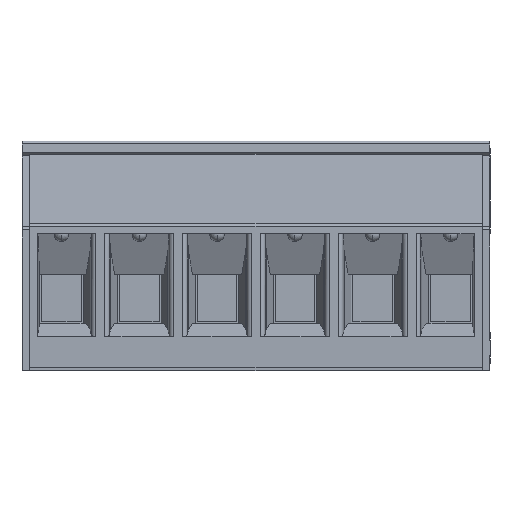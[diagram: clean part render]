
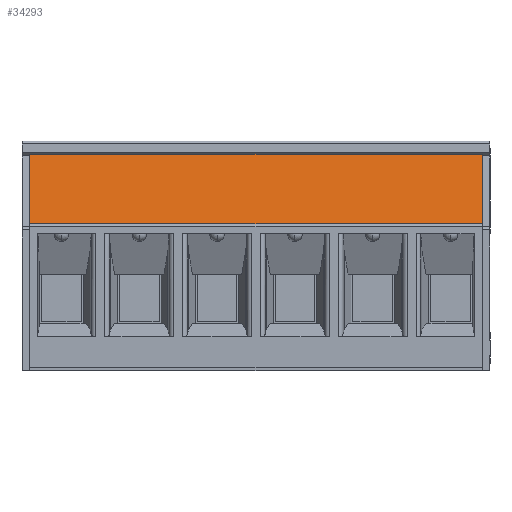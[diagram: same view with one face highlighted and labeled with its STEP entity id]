
A CAD part, front view. The second image highlights one B-rep face of the part: STEP entity #34293.
In plain terms, the highlighted planar face has unit normal (0, -0.985, 0.174).
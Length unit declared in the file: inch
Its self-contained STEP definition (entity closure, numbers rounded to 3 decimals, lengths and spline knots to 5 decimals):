
#554 = ORIENTED_EDGE ( 'NONE', *, *, #22095, .T. ) ;
#3799 = DIRECTION ( 'NONE',  ( 1., 0., 0. ) ) ;
#6068 = VECTOR ( 'NONE', #3799, 39.37008 ) ;
#8112 = CARTESIAN_POINT ( 'NONE',  ( 0.01727, 0.03514, 0.56158 ) ) ;
#10220 = VERTEX_POINT ( 'NONE', #34799 ) ;
#10649 = VECTOR ( 'NONE', #19256, 39.37008 ) ;
#12039 = CARTESIAN_POINT ( 'NONE',  ( 0.01727, 0.00276, 0.37795 ) ) ;
#13184 = CARTESIAN_POINT ( 'NONE',  ( 0.01929, 0.00276, 0.37795 ) ) ;
#13216 = CARTESIAN_POINT ( 'NONE',  ( 0.01929, 0.00276, 0.37795 ) ) ;
#13532 = VECTOR ( 'NONE', #32891, 39.37008 ) ;
#13671 = CARTESIAN_POINT ( 'NONE',  ( 0.01727, 0.03435, 0.55711 ) ) ;
#14491 = ORIENTED_EDGE ( 'NONE', *, *, #34056, .F. ) ;
#15432 = AXIS2_PLACEMENT_3D ( 'NONE', #8112, #34404, #34792 ) ;
#17309 = PLANE ( 'NONE',  #15432 ) ;
#18892 = LINE ( 'NONE', #22035, #10649 ) ;
#19256 = DIRECTION ( 'NONE',  ( 0., 0.174, 0.985 ) ) ;
#19954 = LINE ( 'NONE', #13671, #29952 ) ;
#22035 = CARTESIAN_POINT ( 'NONE',  ( 1.18071, 0.00276, 0.37795 ) ) ;
#22095 = EDGE_CURVE ( 'NONE', #28171, #26648, #23826, .T. ) ;
#22193 = ORIENTED_EDGE ( 'NONE', *, *, #30053, .T. ) ;
#23826 = LINE ( 'NONE', #12039, #6068 ) ;
#24078 = LINE ( 'NONE', #13216, #13532 ) ;
#25534 = EDGE_LOOP ( 'NONE', ( #554, #37268, #22193, #14491 ) ) ;
#25661 = DIRECTION ( 'NONE',  ( -1., 0., 0. ) ) ;
#26648 = VERTEX_POINT ( 'NONE', #33613 ) ;
#28171 = VERTEX_POINT ( 'NONE', #13184 ) ;
#29091 = FACE_OUTER_BOUND ( 'NONE', #25534, .T. ) ;
#29952 = VECTOR ( 'NONE', #25661, 39.37008 ) ;
#30053 = EDGE_CURVE ( 'NONE', #38166, #10220, #19954, .T. ) ;
#31864 = CARTESIAN_POINT ( 'NONE',  ( 1.18071, 0.03435, 0.55711 ) ) ;
#32891 = DIRECTION ( 'NONE',  ( 0., 0.174, 0.985 ) ) ;
#33613 = CARTESIAN_POINT ( 'NONE',  ( 1.18071, 0.00276, 0.37795 ) ) ;
#34056 = EDGE_CURVE ( 'NONE', #28171, #10220, #24078, .T. ) ;
#34293 = ADVANCED_FACE ( 'NONE', ( #29091 ), #17309, .T. ) ;
#34404 = DIRECTION ( 'NONE',  ( 0., -0.985, 0.174 ) ) ;
#34792 = DIRECTION ( 'NONE',  ( 0., -0.174, -0.985 ) ) ;
#34799 = CARTESIAN_POINT ( 'NONE',  ( 0.01929, 0.03435, 0.55711 ) ) ;
#37268 = ORIENTED_EDGE ( 'NONE', *, *, #38527, .T. ) ;
#38166 = VERTEX_POINT ( 'NONE', #31864 ) ;
#38527 = EDGE_CURVE ( 'NONE', #26648, #38166, #18892, .T. ) ;
